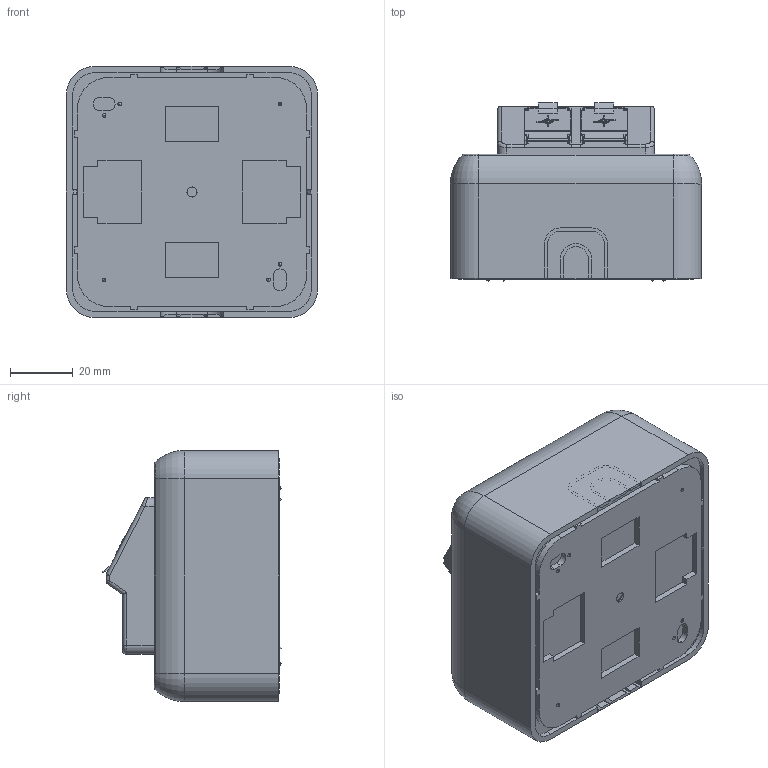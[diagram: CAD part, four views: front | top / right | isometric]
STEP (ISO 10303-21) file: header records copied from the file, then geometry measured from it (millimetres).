
FILE_DESCRIPTION (( 'STEP AP214' ), '1' );
FILE_NAME ('H02000A0092H50.STEP', '2018-02-01T13:53:48', ( '' ), ( '' ), 'SwSTEP 2.0', 'SolidWorks 2017', '' );
FILE_SCHEMA (( 'AUTOMOTIVE_DESIGN' ));
Length unit declared in the file: millimetre
Products named in the file (1): H02000A0092H50
Bounding box: 80 x 56.87 x 80 mm (x, y, z)
Volume: 267972.2 mm3; surface area: 30766.8 mm2
Topology: 1 solids, 20 shells, 854 faces, 2214 edges, 1425 vertices
Faces by surface type: plane 577, cylinder 166, bspline 38, torus 36, cone 25, sphere 12
Entity records: 34880 total; most frequent: CARTESIAN_POINT 6275, ORIENTED_EDGE 4396, DIRECTION 4096, EDGE_CURVE 2198, VECTOR 1684, LINE 1684, VERTEX_POINT 1425, AXIS2_PLACEMENT_3D 1206
